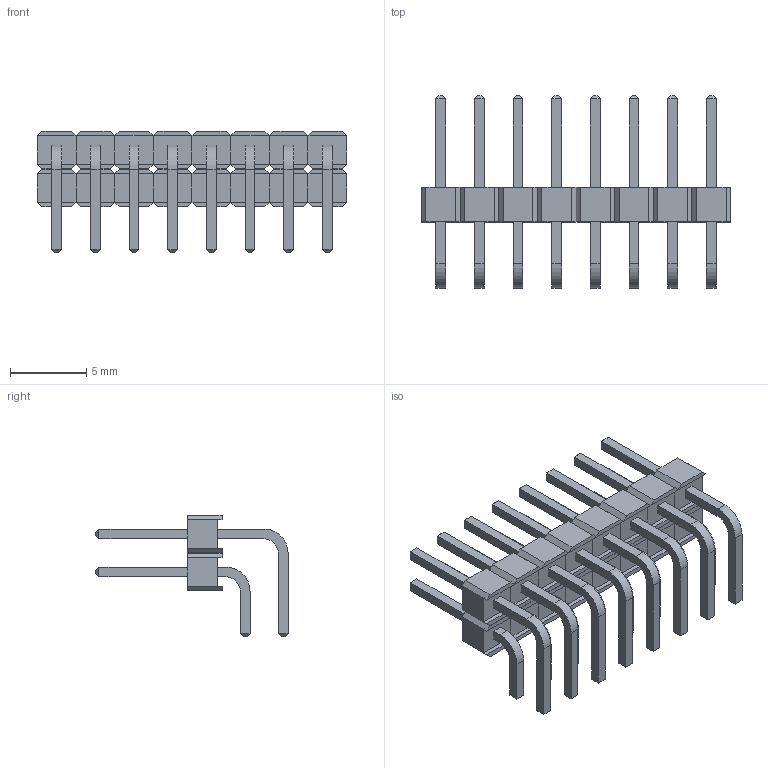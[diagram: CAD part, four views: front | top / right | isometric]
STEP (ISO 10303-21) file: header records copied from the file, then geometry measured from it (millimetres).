
FILE_DESCRIPTION(/* description */ (''),/* implementation_level */ '2;1');
FILE_NAME(/* name */ 'Header 2x8 RA.step',/* time_stamp */ '2019-04-05T11:11:55+02:00',/* author */ (''),/* organization */ (''),/* preprocessor_version */ 'ST-DEVELOPER v17.2',/* originating_system */ 'Autodesk Translation Framework v7.6.0.251',/* authorisation */ '');
FILE_SCHEMA (('AUTOMOTIVE_DESIGN { 1 0 10303 214 3 1 1 }'));
Length unit declared in the file: millimetre
Products named in the file (3): (Nicht gespeichert); User Library-Header_Male_RA_Low_2Pin_PinArray; User Library-Header_Male_RA_Low_2Pin_BodyArray
Assembly tree (3 placements, depth 2):
  (Nicht gespeichert)
    User Library-Header_Male_RA_Low_2Pin_BodyArray  x2
    User Library-Header_Male_RA_Low_2Pin_PinArray
Bounding box: 20.32 x 12.63 x 8.02 mm (x, y, z)
Volume: 292.8 mm3; surface area: 1272.3 mm2
Topology: 32 solids, 32 shells, 576 faces, 1344 edges, 832 vertices
Faces by surface type: plane 544, cylinder 32
Entity records: 14989 total; most frequent: CARTESIAN_POINT 2578, ORIENTED_EDGE 2512, DIRECTION 2412, EDGE_CURVE 1256, LINE 1192, VECTOR 1192, VERTEX_POINT 776, AXIS2_PLACEMENT_3D 610
